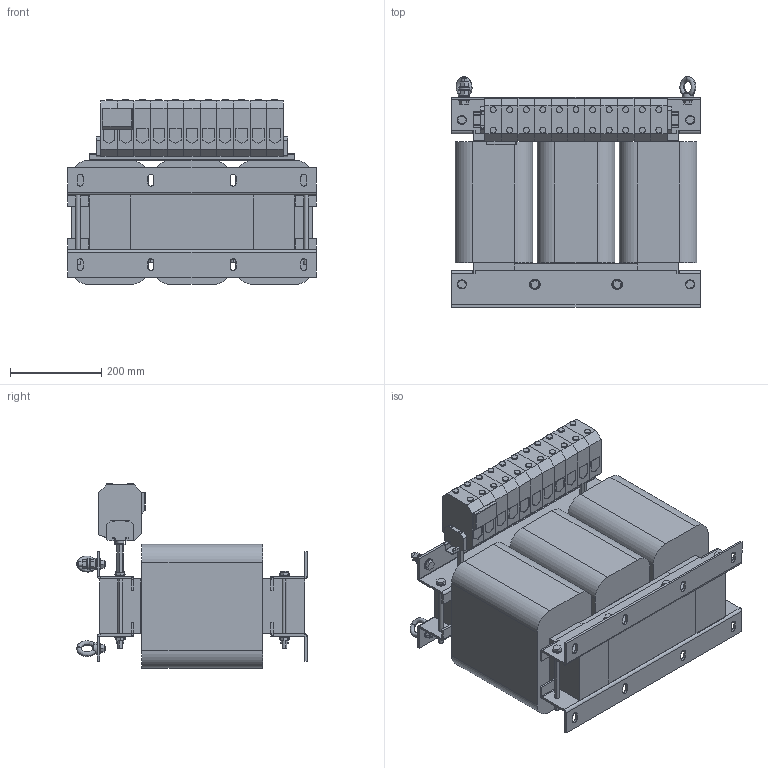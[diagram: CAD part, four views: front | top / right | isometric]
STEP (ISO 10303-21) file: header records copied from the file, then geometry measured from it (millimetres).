
FILE_DESCRIPTION (( 'STEP AP214' ), '1' );
FILE_NAME ('561305.STEP', '2023-01-27T07:16:50', ( '' ), ( '' ), 'SwSTEP 2.0', 'SolidWorks 2018', '' );
FILE_SCHEMA (( 'AUTOMOTIVE_DESIGN' ));
Length unit declared in the file: millimetre
Products named in the file (1): 561305
Bounding box: 545 x 505 x 405 mm (x, y, z)
Volume: 51620555.4 mm3; surface area: 1851115 mm2
Topology: 1 solids, 1 shells, 1163 faces, 2871 edges, 1793 vertices
Faces by surface type: plane 786, cylinder 265, cone 76, torus 24, bspline 12
Entity records: 36583 total; most frequent: CARTESIAN_POINT 8768, ORIENTED_EDGE 5734, DIRECTION 5707, EDGE_CURVE 2867, VECTOR 1995, LINE 1995, AXIS2_PLACEMENT_3D 1856, VERTEX_POINT 1793
